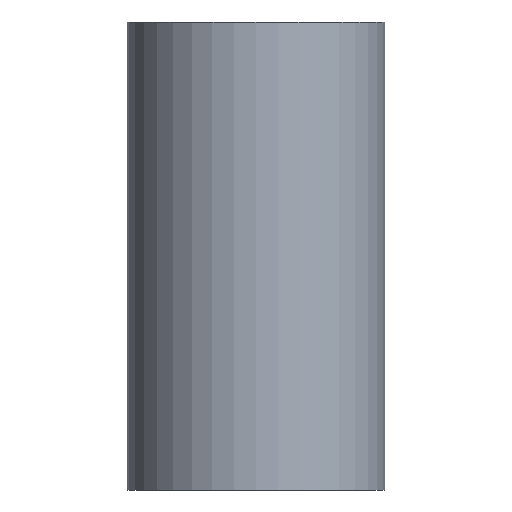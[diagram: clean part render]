
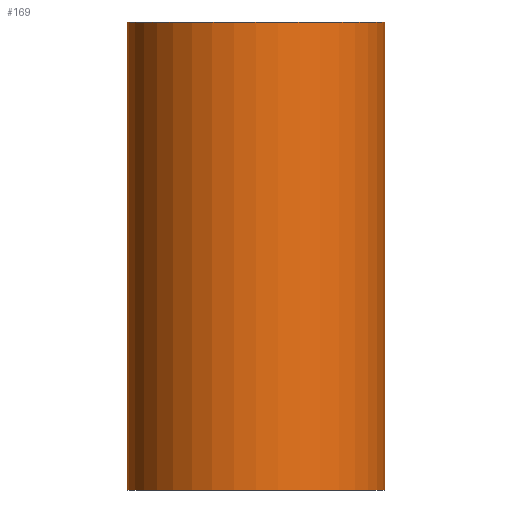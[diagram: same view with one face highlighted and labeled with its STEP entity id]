
A CAD part, left-side view. The second image highlights one B-rep face of the part: STEP entity #169.
In plain terms, the highlighted cylindrical face has radius 54.5 mm (diameter 109 mm), a full revolution.
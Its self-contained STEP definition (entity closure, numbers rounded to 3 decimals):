
#22=FACE_BOUND($,#58,.T.);
#23=FACE_BOUND($,#59,.T.);
#38=B_SPLINE_CURVE_WITH_KNOTS($,3,(#343,#344,#345,#346,#347,#348,#349,#350,
#351,#352,#353,#354,#355,#356,#357,#358,#359,#360),.UNSPECIFIED.,.F.,.F.,
(4,2,2,2,2,2,2,2,4),(9.436,10.027,10.619,
11.21,11.801,12.389,12.978,13.566,
14.154),.UNSPECIFIED.);
#39=B_SPLINE_CURVE_WITH_KNOTS($,3,(#362,#363,#364,#365,#366,#367,#368,#369,
#370,#371,#372,#373,#374,#375,#376,#377,#378,#379),.UNSPECIFIED.,.F.,.F.,
(4,2,2,2,2,2,2,2,4),(-9.436,-8.845,-8.254,
-7.663,-7.072,-6.483,-5.895,
-5.307,-4.718),.UNSPECIFIED.);
#40=B_SPLINE_CURVE_WITH_KNOTS($,3,(#381,#382,#383,#384,#385,#386,#387,#388,
#389,#390,#391,#392,#393,#394,#395,#396,#397,#398),.UNSPECIFIED.,.F.,.F.,
(4,2,2,2,2,2,2,2,4),(14.154,14.743,15.331,
15.92,16.508,17.099,17.69,18.281,
18.873),.UNSPECIFIED.);
#41=B_SPLINE_CURVE_WITH_KNOTS($,3,(#399,#400,#401,#402,#403,#404,#405,#406,
#407,#408,#409,#410,#411,#412,#413,#414,#415,#416),.UNSPECIFIED.,.F.,.F.,
(4,2,2,2,2,2,2,2,4),(-4.718,-4.13,-3.541,
-2.953,-2.365,-1.773,-1.182,
-0.591,0.),.UNSPECIFIED.);
#44=FACE_OUTER_BOUND($,#57,.T.);
#57=EDGE_LOOP($,(#131));
#58=EDGE_LOOP($,(#132));
#59=EDGE_LOOP($,(#133,#134,#135,#136));
#83=CIRCLE($,#189,54.5);
#84=CIRCLE($,#190,54.5);
#96=VERTEX_POINT($,#337);
#97=VERTEX_POINT($,#339);
#98=VERTEX_POINT($,#341);
#99=VERTEX_POINT($,#342);
#100=VERTEX_POINT($,#361);
#101=VERTEX_POINT($,#380);
#113=EDGE_CURVE($,#96,#96,#83,.T.);
#114=EDGE_CURVE($,#97,#97,#84,.T.);
#115=EDGE_CURVE($,#98,#99,#38,.T.);
#116=EDGE_CURVE($,#98,#100,#39,.T.);
#117=EDGE_CURVE($,#100,#101,#40,.T.);
#118=EDGE_CURVE($,#99,#101,#41,.T.);
#131=ORIENTED_EDGE($,*,*,#113,.F.);
#132=ORIENTED_EDGE($,*,*,#114,.T.);
#133=ORIENTED_EDGE($,*,*,#115,.F.);
#134=ORIENTED_EDGE($,*,*,#116,.T.);
#135=ORIENTED_EDGE($,*,*,#117,.T.);
#136=ORIENTED_EDGE($,*,*,#118,.F.);
#162=CYLINDRICAL_SURFACE($,#188,54.5);
#169=ADVANCED_FACE($,(#44,#22,#23),#162,.T.);
#188=AXIS2_PLACEMENT_3D($,#336,#220,#221);
#189=AXIS2_PLACEMENT_3D($,#338,#222,#223);
#190=AXIS2_PLACEMENT_3D($,#340,#224,#225);
#220=DIRECTION('center_axis',(0.,0.,1.));
#221=DIRECTION('ref_axis',(1.,0.,0.));
#222=DIRECTION('center_axis',(0.,0.,1.));
#223=DIRECTION('ref_axis',(1.,0.,0.));
#224=DIRECTION('center_axis',(0.,0.,1.));
#225=DIRECTION('ref_axis',(1.,0.,0.));
#336=CARTESIAN_POINT('Origin',(0.,0.,0.));
#337=CARTESIAN_POINT('',(-54.5,0.,198.));
#338=CARTESIAN_POINT('Origin',(0.,0.,198.));
#339=CARTESIAN_POINT('',(54.5,0.,0.));
#340=CARTESIAN_POINT('Origin',(0.,0.,0.));
#341=CARTESIAN_POINT('',(45.166,-30.5,99.));
#342=CARTESIAN_POINT('',(54.5,0.,68.5));
#343=CARTESIAN_POINT('Ctrl Pts',(45.166,-30.5,99.));
#344=CARTESIAN_POINT('Ctrl Pts',(45.166,-30.5,97.03));
#345=CARTESIAN_POINT('Ctrl Pts',(45.299,-30.306,95.012));
#346=CARTESIAN_POINT('Ctrl Pts',(45.821,-29.511,91.034));
#347=CARTESIAN_POINT('Ctrl Pts',(46.209,-28.91,89.073));
#348=CARTESIAN_POINT('Ctrl Pts',(47.153,-27.343,85.336));
#349=CARTESIAN_POINT('Ctrl Pts',(47.709,-26.375,83.556));
#350=CARTESIAN_POINT('Ctrl Pts',(48.871,-24.154,80.271));
#351=CARTESIAN_POINT('Ctrl Pts',(49.477,-22.9,78.766));
#352=CARTESIAN_POINT('Ctrl Pts',(50.623,-20.24,76.107));
#353=CARTESIAN_POINT('Ctrl Pts',(51.207,-18.738,74.853));
#354=CARTESIAN_POINT('Ctrl Pts',(52.292,-15.453,72.63));
#355=CARTESIAN_POINT('Ctrl Pts',(52.793,-13.668,71.659));
#356=CARTESIAN_POINT('Ctrl Pts',(53.624,-9.922,70.088));
#357=CARTESIAN_POINT('Ctrl Pts',(53.953,-7.956,69.486));
#358=CARTESIAN_POINT('Ctrl Pts',(54.392,-3.976,68.692));
#359=CARTESIAN_POINT('Ctrl Pts',(54.5,-1.961,68.5));
#360=CARTESIAN_POINT('Ctrl Pts',(54.5,0.,68.5));
#361=CARTESIAN_POINT('',(54.5,0.,129.5));
#362=CARTESIAN_POINT('Ctrl Pts',(45.166,-30.5,99.));
#363=CARTESIAN_POINT('Ctrl Pts',(45.166,-30.5,100.97));
#364=CARTESIAN_POINT('Ctrl Pts',(45.299,-30.306,102.988));
#365=CARTESIAN_POINT('Ctrl Pts',(45.821,-29.511,106.966));
#366=CARTESIAN_POINT('Ctrl Pts',(46.209,-28.91,108.927));
#367=CARTESIAN_POINT('Ctrl Pts',(47.153,-27.343,112.664));
#368=CARTESIAN_POINT('Ctrl Pts',(47.709,-26.375,114.444));
#369=CARTESIAN_POINT('Ctrl Pts',(48.871,-24.154,117.729));
#370=CARTESIAN_POINT('Ctrl Pts',(49.477,-22.9,119.234));
#371=CARTESIAN_POINT('Ctrl Pts',(50.623,-20.24,121.893));
#372=CARTESIAN_POINT('Ctrl Pts',(51.207,-18.738,123.147));
#373=CARTESIAN_POINT('Ctrl Pts',(52.292,-15.453,125.37));
#374=CARTESIAN_POINT('Ctrl Pts',(52.793,-13.668,126.341));
#375=CARTESIAN_POINT('Ctrl Pts',(53.624,-9.922,127.912));
#376=CARTESIAN_POINT('Ctrl Pts',(53.953,-7.956,128.514));
#377=CARTESIAN_POINT('Ctrl Pts',(54.392,-3.976,129.308));
#378=CARTESIAN_POINT('Ctrl Pts',(54.5,-1.961,129.5));
#379=CARTESIAN_POINT('Ctrl Pts',(54.5,0.,129.5));
#380=CARTESIAN_POINT('',(45.166,30.5,99.));
#381=CARTESIAN_POINT('Ctrl Pts',(54.5,0.,129.5));
#382=CARTESIAN_POINT('Ctrl Pts',(54.5,1.961,129.5));
#383=CARTESIAN_POINT('Ctrl Pts',(54.392,3.976,129.308));
#384=CARTESIAN_POINT('Ctrl Pts',(53.953,7.956,128.514));
#385=CARTESIAN_POINT('Ctrl Pts',(53.624,9.922,127.912));
#386=CARTESIAN_POINT('Ctrl Pts',(52.793,13.668,126.341));
#387=CARTESIAN_POINT('Ctrl Pts',(52.292,15.453,125.37));
#388=CARTESIAN_POINT('Ctrl Pts',(51.207,18.738,123.147));
#389=CARTESIAN_POINT('Ctrl Pts',(50.623,20.24,121.893));
#390=CARTESIAN_POINT('Ctrl Pts',(49.477,22.9,119.234));
#391=CARTESIAN_POINT('Ctrl Pts',(48.871,24.154,117.729));
#392=CARTESIAN_POINT('Ctrl Pts',(47.709,26.375,114.444));
#393=CARTESIAN_POINT('Ctrl Pts',(47.153,27.343,112.664));
#394=CARTESIAN_POINT('Ctrl Pts',(46.209,28.91,108.927));
#395=CARTESIAN_POINT('Ctrl Pts',(45.821,29.511,106.966));
#396=CARTESIAN_POINT('Ctrl Pts',(45.299,30.306,102.988));
#397=CARTESIAN_POINT('Ctrl Pts',(45.166,30.5,100.97));
#398=CARTESIAN_POINT('Ctrl Pts',(45.166,30.5,99.));
#399=CARTESIAN_POINT('Ctrl Pts',(54.5,0.,68.5));
#400=CARTESIAN_POINT('Ctrl Pts',(54.5,1.961,68.5));
#401=CARTESIAN_POINT('Ctrl Pts',(54.392,3.976,68.692));
#402=CARTESIAN_POINT('Ctrl Pts',(53.953,7.956,69.486));
#403=CARTESIAN_POINT('Ctrl Pts',(53.624,9.922,70.088));
#404=CARTESIAN_POINT('Ctrl Pts',(52.793,13.668,71.659));
#405=CARTESIAN_POINT('Ctrl Pts',(52.292,15.453,72.63));
#406=CARTESIAN_POINT('Ctrl Pts',(51.207,18.738,74.853));
#407=CARTESIAN_POINT('Ctrl Pts',(50.623,20.24,76.107));
#408=CARTESIAN_POINT('Ctrl Pts',(49.477,22.9,78.766));
#409=CARTESIAN_POINT('Ctrl Pts',(48.871,24.154,80.271));
#410=CARTESIAN_POINT('Ctrl Pts',(47.709,26.375,83.556));
#411=CARTESIAN_POINT('Ctrl Pts',(47.153,27.343,85.336));
#412=CARTESIAN_POINT('Ctrl Pts',(46.209,28.91,89.073));
#413=CARTESIAN_POINT('Ctrl Pts',(45.821,29.511,91.034));
#414=CARTESIAN_POINT('Ctrl Pts',(45.299,30.306,95.012));
#415=CARTESIAN_POINT('Ctrl Pts',(45.166,30.5,97.03));
#416=CARTESIAN_POINT('Ctrl Pts',(45.166,30.5,99.));
